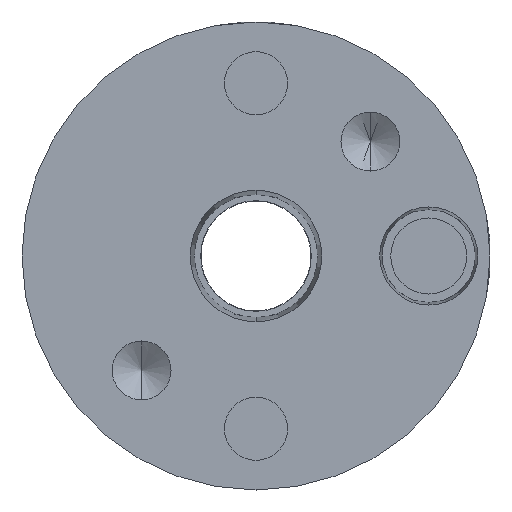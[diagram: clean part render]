
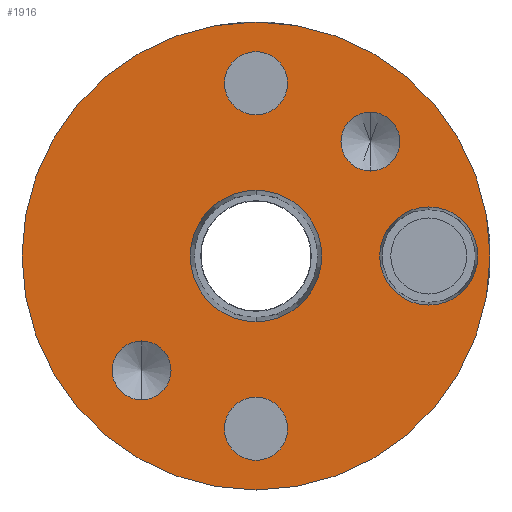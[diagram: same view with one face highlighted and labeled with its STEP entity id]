
A CAD part, front view. The second image highlights one B-rep face of the part: STEP entity #1916.
In plain terms, the highlighted planar face has unit normal (0, -1, 0).
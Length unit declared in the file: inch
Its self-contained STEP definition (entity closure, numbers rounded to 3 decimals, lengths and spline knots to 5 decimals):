
#56 = DIRECTION ( 'NONE',  ( 0., -1., 0. ) ) ;
#97 = ORIENTED_EDGE ( 'NONE', *, *, #792, .F. ) ;
#125 = AXIS2_PLACEMENT_3D ( 'NONE', #992, #253, #1759 ) ;
#157 = VERTEX_POINT ( 'NONE', #990 ) ;
#176 = CARTESIAN_POINT ( 'NONE',  ( 0., 0., 0. ) ) ;
#207 = CARTESIAN_POINT ( 'NONE',  ( 0., 0., -0.4495 ) ) ;
#210 = CARTESIAN_POINT ( 'NONE',  ( 0., 0., 0. ) ) ;
#212 = CIRCLE ( 'NONE', #2994, 0.1005 ) ;
#253 = DIRECTION ( 'NONE',  ( 0., -1., 0. ) ) ;
#292 = VERTEX_POINT ( 'NONE', #1272 ) ;
#363 = VERTEX_POINT ( 'NONE', #2063 ) ;
#370 = CIRCLE ( 'NONE', #3619, 0.745 ) ;
#395 = FACE_OUTER_BOUND ( 'NONE', #2485, .T. ) ;
#400 = CARTESIAN_POINT ( 'NONE',  ( 0.55, 0., 0. ) ) ;
#411 = AXIS2_PLACEMENT_3D ( 'NONE', #3869, #2869, #2122 ) ;
#414 = AXIS2_PLACEMENT_3D ( 'NONE', #1730, #2404, #4603 ) ;
#440 = EDGE_LOOP ( 'NONE', ( #4605, #4649 ) ) ;
#525 = DIRECTION ( 'NONE',  ( 0., 0., 1. ) ) ;
#547 = AXIS2_PLACEMENT_3D ( 'NONE', #1164, #4064, #3726 ) ;
#562 = CARTESIAN_POINT ( 'NONE',  ( 0., 0., 0.6505 ) ) ;
#618 = CIRCLE ( 'NONE', #4686, 0.745 ) ;
#634 = EDGE_CURVE ( 'NONE', #806, #3109, #1798, .T. ) ;
#717 = ORIENTED_EDGE ( 'NONE', *, *, #2303, .F. ) ;
#775 = FACE_BOUND ( 'NONE', #1011, .T. ) ;
#781 = DIRECTION ( 'NONE',  ( 0., 0., -1. ) ) ;
#792 = EDGE_CURVE ( 'NONE', #2829, #3271, #3083, .T. ) ;
#795 = VERTEX_POINT ( 'NONE', #3680 ) ;
#806 = VERTEX_POINT ( 'NONE', #1809 ) ;
#807 = CARTESIAN_POINT ( 'NONE',  ( 0., 0., 0.20931 ) ) ;
#826 = EDGE_CURVE ( 'NONE', #157, #2006, #370, .T. ) ;
#844 = CIRCLE ( 'NONE', #1009, 0.09375 ) ;
#870 = EDGE_CURVE ( 'NONE', #292, #3644, #844, .T. ) ;
#931 = CARTESIAN_POINT ( 'NONE',  ( 0.55, 0., -0.15625 ) ) ;
#948 = VERTEX_POINT ( 'NONE', #931 ) ;
#981 = DIRECTION ( 'NONE',  ( 0., -1., 0. ) ) ;
#988 = EDGE_LOOP ( 'NONE', ( #1672, #3811 ) ) ;
#990 = CARTESIAN_POINT ( 'NONE',  ( 0., 0., -0.745 ) ) ;
#992 = CARTESIAN_POINT ( 'NONE',  ( 0.55, 0., 0. ) ) ;
#995 = AXIS2_PLACEMENT_3D ( 'NONE', #1996, #3028, #4100 ) ;
#996 = ORIENTED_EDGE ( 'NONE', *, *, #1569, .F. ) ;
#1009 = AXIS2_PLACEMENT_3D ( 'NONE', #3265, #3957, #2565 ) ;
#1011 = EDGE_LOOP ( 'NONE', ( #717, #3631 ) ) ;
#1164 = CARTESIAN_POINT ( 'NONE',  ( 0., 0., 0.55 ) ) ;
#1265 = ORIENTED_EDGE ( 'NONE', *, *, #1844, .F. ) ;
#1272 = CARTESIAN_POINT ( 'NONE',  ( 0.36416, 0., 0.45791 ) ) ;
#1421 = ORIENTED_EDGE ( 'NONE', *, *, #826, .F. ) ;
#1457 = CARTESIAN_POINT ( 'NONE',  ( 0., 0., -0.55 ) ) ;
#1495 = DIRECTION ( 'NONE',  ( 0., -1., 0. ) ) ;
#1549 = DIRECTION ( 'NONE',  ( 0., 0., -1. ) ) ;
#1569 = EDGE_CURVE ( 'NONE', #2006, #157, #618, .T. ) ;
#1632 = DIRECTION ( 'NONE',  ( 0., -1., 0. ) ) ;
#1672 = ORIENTED_EDGE ( 'NONE', *, *, #2853, .F. ) ;
#1709 = CIRCLE ( 'NONE', #995, 0.1005 ) ;
#1730 = CARTESIAN_POINT ( 'NONE',  ( 0., 0., 0. ) ) ;
#1759 = DIRECTION ( 'NONE',  ( 0., 0., -1. ) ) ;
#1761 = VERTEX_POINT ( 'NONE', #3303 ) ;
#1767 = ORIENTED_EDGE ( 'NONE', *, *, #3896, .F. ) ;
#1778 = CIRCLE ( 'NONE', #3365, 0.09375 ) ;
#1780 = DIRECTION ( 'NONE',  ( 0., 0., -1. ) ) ;
#1798 = CIRCLE ( 'NONE', #4672, 0.20931 ) ;
#1809 = CARTESIAN_POINT ( 'NONE',  ( 0., 0., -0.20931 ) ) ;
#1844 = EDGE_CURVE ( 'NONE', #2932, #795, #2542, .T. ) ;
#1865 = DIRECTION ( 'NONE',  ( 0., -1., 0. ) ) ;
#1916 = ADVANCED_FACE ( 'NONE', ( #775, #2229, #3018, #4779, #4413, #3710, #395 ), #4108, .T. ) ;
#1996 = CARTESIAN_POINT ( 'NONE',  ( 0., 0., 0.55 ) ) ;
#2006 = VERTEX_POINT ( 'NONE', #3867 ) ;
#2063 = CARTESIAN_POINT ( 'NONE',  ( -0.36416, 0., -0.27041 ) ) ;
#2073 = CIRCLE ( 'NONE', #411, 0.09375 ) ;
#2074 = ORIENTED_EDGE ( 'NONE', *, *, #634, .F. ) ;
#2122 = DIRECTION ( 'NONE',  ( 0., 0., -1. ) ) ;
#2209 = CARTESIAN_POINT ( 'NONE',  ( 0., 0., -0.6505 ) ) ;
#2229 = FACE_BOUND ( 'NONE', #440, .T. ) ;
#2303 = EDGE_CURVE ( 'NONE', #3930, #363, #4200, .T. ) ;
#2400 = CARTESIAN_POINT ( 'NONE',  ( 0., 0., -0.55 ) ) ;
#2404 = DIRECTION ( 'NONE',  ( 0., -1., 0. ) ) ;
#2485 = EDGE_LOOP ( 'NONE', ( #996, #1421 ) ) ;
#2508 = CIRCLE ( 'NONE', #414, 0.20931 ) ;
#2542 = CIRCLE ( 'NONE', #547, 0.1005 ) ;
#2547 = CARTESIAN_POINT ( 'NONE',  ( 0., 0., 0. ) ) ;
#2565 = DIRECTION ( 'NONE',  ( 0., 0., -1. ) ) ;
#2629 = AXIS2_PLACEMENT_3D ( 'NONE', #176, #1632, #3111 ) ;
#2802 = EDGE_LOOP ( 'NONE', ( #3565, #1265 ) ) ;
#2820 = AXIS2_PLACEMENT_3D ( 'NONE', #3313, #1495, #1549 ) ;
#2829 = VERTEX_POINT ( 'NONE', #207 ) ;
#2853 = EDGE_CURVE ( 'NONE', #948, #1761, #4429, .T. ) ;
#2869 = DIRECTION ( 'NONE',  ( 0., -1., 0. ) ) ;
#2881 = DIRECTION ( 'NONE',  ( 0., -1., 0. ) ) ;
#2932 = VERTEX_POINT ( 'NONE', #562 ) ;
#2994 = AXIS2_PLACEMENT_3D ( 'NONE', #2400, #981, #3125 ) ;
#3018 = FACE_BOUND ( 'NONE', #2802, .T. ) ;
#3028 = DIRECTION ( 'NONE',  ( 0., -1., 0. ) ) ;
#3031 = EDGE_CURVE ( 'NONE', #795, #2932, #1709, .T. ) ;
#3046 = DIRECTION ( 'NONE',  ( 0., -1., 0. ) ) ;
#3083 = CIRCLE ( 'NONE', #4147, 0.1005 ) ;
#3109 = VERTEX_POINT ( 'NONE', #807 ) ;
#3111 = DIRECTION ( 'NONE',  ( 0., 0., -1. ) ) ;
#3125 = DIRECTION ( 'NONE',  ( 0., 0., -1. ) ) ;
#3156 = CIRCLE ( 'NONE', #4746, 0.15625 ) ;
#3165 = CARTESIAN_POINT ( 'NONE',  ( 0.36416, 0., 0.27041 ) ) ;
#3204 = EDGE_LOOP ( 'NONE', ( #2074, #3892 ) ) ;
#3265 = CARTESIAN_POINT ( 'NONE',  ( 0.36416, 0., 0.36416 ) ) ;
#3271 = VERTEX_POINT ( 'NONE', #2209 ) ;
#3303 = CARTESIAN_POINT ( 'NONE',  ( 0.55, 0., 0.15625 ) ) ;
#3313 = CARTESIAN_POINT ( 'NONE',  ( -0.36416, 0., -0.36416 ) ) ;
#3330 = DIRECTION ( 'NONE',  ( 0., 0., -1. ) ) ;
#3365 = AXIS2_PLACEMENT_3D ( 'NONE', #4043, #56, #781 ) ;
#3373 = EDGE_CURVE ( 'NONE', #363, #3930, #1778, .T. ) ;
#3466 = EDGE_LOOP ( 'NONE', ( #1767, #97 ) ) ;
#3485 = CARTESIAN_POINT ( 'NONE',  ( -0.36416, 0., -0.45791 ) ) ;
#3565 = ORIENTED_EDGE ( 'NONE', *, *, #3031, .F. ) ;
#3619 = AXIS2_PLACEMENT_3D ( 'NONE', #2547, #4024, #3981 ) ;
#3631 = ORIENTED_EDGE ( 'NONE', *, *, #3373, .F. ) ;
#3644 = VERTEX_POINT ( 'NONE', #3165 ) ;
#3669 = CARTESIAN_POINT ( 'NONE',  ( 0., 0., 0. ) ) ;
#3680 = CARTESIAN_POINT ( 'NONE',  ( 0., 0., 0.4495 ) ) ;
#3710 = FACE_BOUND ( 'NONE', #3204, .T. ) ;
#3726 = DIRECTION ( 'NONE',  ( 0., 0., -1. ) ) ;
#3750 = DIRECTION ( 'NONE',  ( 0., 0., -1. ) ) ;
#3811 = ORIENTED_EDGE ( 'NONE', *, *, #4145, .F. ) ;
#3854 = DIRECTION ( 'NONE',  ( 0., 1., 0. ) ) ;
#3867 = CARTESIAN_POINT ( 'NONE',  ( 0., 0., 0.745 ) ) ;
#3869 = CARTESIAN_POINT ( 'NONE',  ( 0.36416, 0., 0.36416 ) ) ;
#3892 = ORIENTED_EDGE ( 'NONE', *, *, #4697, .F. ) ;
#3896 = EDGE_CURVE ( 'NONE', #3271, #2829, #212, .T. ) ;
#3930 = VERTEX_POINT ( 'NONE', #3485 ) ;
#3957 = DIRECTION ( 'NONE',  ( 0., -1., 0. ) ) ;
#3981 = DIRECTION ( 'NONE',  ( 0., 0., 1. ) ) ;
#4024 = DIRECTION ( 'NONE',  ( 0., 1., 0. ) ) ;
#4043 = CARTESIAN_POINT ( 'NONE',  ( -0.36416, 0., -0.36416 ) ) ;
#4064 = DIRECTION ( 'NONE',  ( 0., -1., 0. ) ) ;
#4100 = DIRECTION ( 'NONE',  ( 0., 0., -1. ) ) ;
#4108 = PLANE ( 'NONE',  #2629 ) ;
#4145 = EDGE_CURVE ( 'NONE', #1761, #948, #3156, .T. ) ;
#4147 = AXIS2_PLACEMENT_3D ( 'NONE', #1457, #2881, #1780 ) ;
#4200 = CIRCLE ( 'NONE', #2820, 0.09375 ) ;
#4336 = EDGE_CURVE ( 'NONE', #3644, #292, #2073, .T. ) ;
#4413 = FACE_BOUND ( 'NONE', #988, .T. ) ;
#4429 = CIRCLE ( 'NONE', #125, 0.15625 ) ;
#4603 = DIRECTION ( 'NONE',  ( 0., 0., -1. ) ) ;
#4605 = ORIENTED_EDGE ( 'NONE', *, *, #4336, .F. ) ;
#4649 = ORIENTED_EDGE ( 'NONE', *, *, #870, .F. ) ;
#4672 = AXIS2_PLACEMENT_3D ( 'NONE', #3669, #1865, #3750 ) ;
#4686 = AXIS2_PLACEMENT_3D ( 'NONE', #210, #3854, #525 ) ;
#4697 = EDGE_CURVE ( 'NONE', #3109, #806, #2508, .T. ) ;
#4746 = AXIS2_PLACEMENT_3D ( 'NONE', #400, #3046, #3330 ) ;
#4779 = FACE_BOUND ( 'NONE', #3466, .T. ) ;
